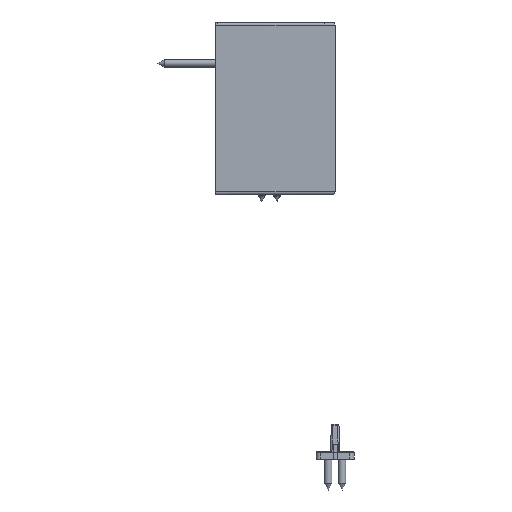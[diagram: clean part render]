
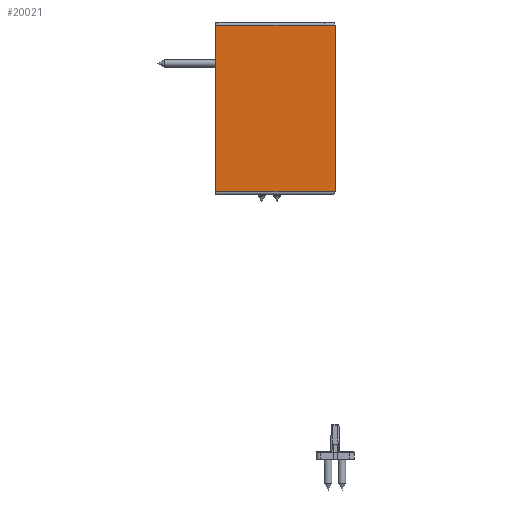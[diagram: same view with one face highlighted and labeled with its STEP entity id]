
A CAD part, front view. The second image highlights one B-rep face of the part: STEP entity #20021.
In plain terms, the highlighted face is planar.
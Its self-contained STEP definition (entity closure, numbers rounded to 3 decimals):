
#1234=PLANE('',#22231);
#1882=FACE_OUTER_BOUND('',#3024,.T.);
#3024=EDGE_LOOP('',(#14309,#14310,#14311,#14312));
#4340=LINE('',#31580,#5877);
#4347=LINE('',#31599,#5884);
#4359=LINE('',#31627,#5896);
#4360=LINE('',#31629,#5897);
#5877=VECTOR('',#25158,10.);
#5884=VECTOR('',#25173,10.);
#5896=VECTOR('',#25203,10.);
#5897=VECTOR('',#25206,10.);
#8571=VERTEX_POINT('',#31576);
#8573=VERTEX_POINT('',#31579);
#8580=VERTEX_POINT('',#31595);
#8588=VERTEX_POINT('',#31625);
#10747=EDGE_CURVE('',#8573,#8571,#4340,.T.);
#10757=EDGE_CURVE('',#8580,#8573,#4347,.T.);
#10771=EDGE_CURVE('',#8571,#8588,#4359,.T.);
#10772=EDGE_CURVE('',#8588,#8580,#4360,.T.);
#14309=ORIENTED_EDGE('',*,*,#10772,.T.);
#14310=ORIENTED_EDGE('',*,*,#10757,.T.);
#14311=ORIENTED_EDGE('',*,*,#10747,.T.);
#14312=ORIENTED_EDGE('',*,*,#10771,.T.);
#20021=ADVANCED_FACE('',(#1882),#1234,.T.);
#22231=AXIS2_PLACEMENT_3D('',#31628,#25204,#25205);
#25158=DIRECTION('',(0.,1.,0.));
#25173=DIRECTION('',(0.,0.,-1.));
#25203=DIRECTION('',(0.,0.,1.));
#25204=DIRECTION('center_axis',(1.,0.,0.));
#25205=DIRECTION('ref_axis',(0.,0.,-1.));
#25206=DIRECTION('',(0.,-1.,0.));
#31576=CARTESIAN_POINT('',(8.,54.5,-39.));
#31579=CARTESIAN_POINT('',(8.,-54.5,-39.));
#31580=CARTESIAN_POINT('',(8.,54.5,-39.));
#31595=CARTESIAN_POINT('',(8.,-54.5,39.));
#31599=CARTESIAN_POINT('',(8.,-54.5,0.));
#31625=CARTESIAN_POINT('',(8.,54.5,39.));
#31627=CARTESIAN_POINT('',(8.,54.5,0.));
#31628=CARTESIAN_POINT('Origin',(8.,54.5,0.));
#31629=CARTESIAN_POINT('',(8.,54.5,39.));
